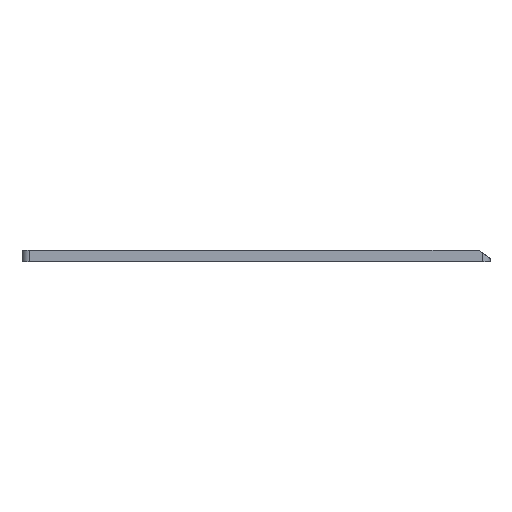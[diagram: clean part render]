
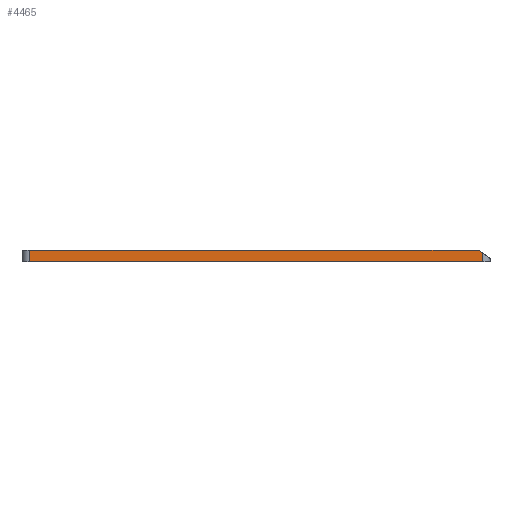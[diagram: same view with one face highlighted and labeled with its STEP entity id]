
A CAD part, left-side view. The second image highlights one B-rep face of the part: STEP entity #4465.
In plain terms, the highlighted planar face has unit normal (-1, 0, 0).
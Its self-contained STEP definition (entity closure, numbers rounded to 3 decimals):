
#107 = PLANE('',#108);
#108 = AXIS2_PLACEMENT_3D('',#109,#110,#111);
#109 = CARTESIAN_POINT('',(320.,-1.897,1.161));
#110 = DIRECTION('',(0.,0.563,-0.827));
#111 = DIRECTION('',(0.,0.827,0.563));
#1180 = PLANE('',#1181);
#1181 = AXIS2_PLACEMENT_3D('',#1182,#1183,#1184);
#1182 = CARTESIAN_POINT('',(177.468,160.,0.));
#1183 = DIRECTION('',(0.,0.,1.));
#1184 = DIRECTION('',(1.,0.,0.));
#1306 = VERTEX_POINT('',#1307);
#1307 = CARTESIAN_POINT('',(0.,5.,5.855));
#1322 = CYLINDRICAL_SURFACE('',#1323,5.);
#1323 = AXIS2_PLACEMENT_3D('',#1324,#1325,#1326);
#1324 = CARTESIAN_POINT('',(5.,5.,0.));
#1325 = DIRECTION('',(0.,0.,1.));
#1326 = DIRECTION('',(0.,-1.,0.));
#1340 = EDGE_CURVE('',#1306,#1341,#1343,.T.);
#1341 = VERTEX_POINT('',#1342);
#1342 = CARTESIAN_POINT('',(0.,8.151,8.));
#1343 = SURFACE_CURVE('',#1344,(#1348,#1354),.PCURVE_S1.);
#1344 = LINE('',#1345,#1346);
#1345 = CARTESIAN_POINT('',(0.,107.834,75.839));
#1346 = VECTOR('',#1347,1.);
#1347 = DIRECTION('',(0.,0.827,0.563));
#1348 = PCURVE('',#107,#1349);
#1349 = DEFINITIONAL_REPRESENTATION('',(#1350),#1353);
#1350 = B_SPLINE_CURVE_WITH_KNOTS('',1,(#1351,#1352),.UNSPECIFIED.,.F.,
  .F.,(2,2),(-134.3,-119.155),.PIECEWISE_BEZIER_KNOTS.);
#1351 = CARTESIAN_POINT('',(-1.568,-320.));
#1352 = CARTESIAN_POINT('',(13.577,-320.));
#1353 = ( GEOMETRIC_REPRESENTATION_CONTEXT(2) 
PARAMETRIC_REPRESENTATION_CONTEXT() REPRESENTATION_CONTEXT('2D SPACE',''
  ) );
#1354 = PCURVE('',#1355,#1360);
#1355 = PLANE('',#1356);
#1356 = AXIS2_PLACEMENT_3D('',#1357,#1358,#1359);
#1357 = CARTESIAN_POINT('',(0.,320.,0.));
#1358 = DIRECTION('',(1.,0.,0.));
#1359 = DIRECTION('',(0.,-1.,0.));
#1360 = DEFINITIONAL_REPRESENTATION('',(#1361),#1364);
#1361 = B_SPLINE_CURVE_WITH_KNOTS('',1,(#1362,#1363),.UNSPECIFIED.,.F.,
  .F.,(2,2),(-134.3,-119.155),.PIECEWISE_BEZIER_KNOTS.);
#1362 = CARTESIAN_POINT('',(323.194,-0.279));
#1363 = CARTESIAN_POINT('',(310.673,-8.8));
#1364 = ( GEOMETRIC_REPRESENTATION_CONTEXT(2) 
PARAMETRIC_REPRESENTATION_CONTEXT() REPRESENTATION_CONTEXT('2D SPACE',''
  ) );
#1381 = PLANE('',#1382);
#1382 = AXIS2_PLACEMENT_3D('',#1383,#1384,#1385);
#1383 = CARTESIAN_POINT('',(177.468,160.,8.));
#1384 = DIRECTION('',(0.,0.,1.));
#1385 = DIRECTION('',(1.,0.,0.));
#3513 = VERTEX_POINT('',#3514);
#3514 = CARTESIAN_POINT('',(0.,315.,0.));
#3533 = CYLINDRICAL_SURFACE('',#3534,5.);
#3534 = AXIS2_PLACEMENT_3D('',#3535,#3536,#3537);
#3535 = CARTESIAN_POINT('',(5.,315.,0.));
#3536 = DIRECTION('',(0.,0.,1.));
#3537 = DIRECTION('',(-1.,0.,0.));
#3545 = EDGE_CURVE('',#3513,#3546,#3548,.T.);
#3546 = VERTEX_POINT('',#3547);
#3547 = CARTESIAN_POINT('',(0.,5.,0.));
#3548 = SURFACE_CURVE('',#3549,(#3553,#3560),.PCURVE_S1.);
#3549 = LINE('',#3550,#3551);
#3550 = CARTESIAN_POINT('',(0.,320.,0.));
#3551 = VECTOR('',#3552,1.);
#3552 = DIRECTION('',(0.,-1.,0.));
#3553 = PCURVE('',#1180,#3554);
#3554 = DEFINITIONAL_REPRESENTATION('',(#3555),#3559);
#3555 = LINE('',#3556,#3557);
#3556 = CARTESIAN_POINT('',(-177.468,160.));
#3557 = VECTOR('',#3558,1.);
#3558 = DIRECTION('',(0.,-1.));
#3559 = ( GEOMETRIC_REPRESENTATION_CONTEXT(2) 
PARAMETRIC_REPRESENTATION_CONTEXT() REPRESENTATION_CONTEXT('2D SPACE',''
  ) );
#3560 = PCURVE('',#1355,#3561);
#3561 = DEFINITIONAL_REPRESENTATION('',(#3562),#3566);
#3562 = LINE('',#3563,#3564);
#3563 = CARTESIAN_POINT('',(0.,0.));
#3564 = VECTOR('',#3565,1.);
#3565 = DIRECTION('',(1.,0.));
#3566 = ( GEOMETRIC_REPRESENTATION_CONTEXT(2) 
PARAMETRIC_REPRESENTATION_CONTEXT() REPRESENTATION_CONTEXT('2D SPACE',''
  ) );
#3891 = VERTEX_POINT('',#3892);
#3892 = CARTESIAN_POINT('',(0.,315.,8.));
#3918 = EDGE_CURVE('',#3891,#1341,#3919,.T.);
#3919 = SURFACE_CURVE('',#3920,(#3924,#3931),.PCURVE_S1.);
#3920 = LINE('',#3921,#3922);
#3921 = CARTESIAN_POINT('',(0.,320.,8.));
#3922 = VECTOR('',#3923,1.);
#3923 = DIRECTION('',(0.,-1.,0.));
#3924 = PCURVE('',#1381,#3925);
#3925 = DEFINITIONAL_REPRESENTATION('',(#3926),#3930);
#3926 = LINE('',#3927,#3928);
#3927 = CARTESIAN_POINT('',(-177.468,160.));
#3928 = VECTOR('',#3929,1.);
#3929 = DIRECTION('',(0.,-1.));
#3930 = ( GEOMETRIC_REPRESENTATION_CONTEXT(2) 
PARAMETRIC_REPRESENTATION_CONTEXT() REPRESENTATION_CONTEXT('2D SPACE',''
  ) );
#3931 = PCURVE('',#1355,#3932);
#3932 = DEFINITIONAL_REPRESENTATION('',(#3933),#3937);
#3933 = LINE('',#3934,#3935);
#3934 = CARTESIAN_POINT('',(0.,-8.));
#3935 = VECTOR('',#3936,1.);
#3936 = DIRECTION('',(1.,0.));
#3937 = ( GEOMETRIC_REPRESENTATION_CONTEXT(2) 
PARAMETRIC_REPRESENTATION_CONTEXT() REPRESENTATION_CONTEXT('2D SPACE',''
  ) );
#4465 = ADVANCED_FACE('',(#4466),#1355,.F.);
#4466 = FACE_BOUND('',#4467,.F.);
#4467 = EDGE_LOOP('',(#4468,#4469,#4490,#4491,#4492));
#4468 = ORIENTED_EDGE('',*,*,#3545,.F.);
#4469 = ORIENTED_EDGE('',*,*,#4470,.T.);
#4470 = EDGE_CURVE('',#3513,#3891,#4471,.T.);
#4471 = SURFACE_CURVE('',#4472,(#4476,#4483),.PCURVE_S1.);
#4472 = LINE('',#4473,#4474);
#4473 = CARTESIAN_POINT('',(0.,315.,0.));
#4474 = VECTOR('',#4475,1.);
#4475 = DIRECTION('',(0.,0.,1.));
#4476 = PCURVE('',#1355,#4477);
#4477 = DEFINITIONAL_REPRESENTATION('',(#4478),#4482);
#4478 = LINE('',#4479,#4480);
#4479 = CARTESIAN_POINT('',(5.,0.));
#4480 = VECTOR('',#4481,1.);
#4481 = DIRECTION('',(0.,-1.));
#4482 = ( GEOMETRIC_REPRESENTATION_CONTEXT(2) 
PARAMETRIC_REPRESENTATION_CONTEXT() REPRESENTATION_CONTEXT('2D SPACE',''
  ) );
#4483 = PCURVE('',#3533,#4484);
#4484 = DEFINITIONAL_REPRESENTATION('',(#4485),#4489);
#4485 = LINE('',#4486,#4487);
#4486 = CARTESIAN_POINT('',(-0.,0.));
#4487 = VECTOR('',#4488,1.);
#4488 = DIRECTION('',(-0.,1.));
#4489 = ( GEOMETRIC_REPRESENTATION_CONTEXT(2) 
PARAMETRIC_REPRESENTATION_CONTEXT() REPRESENTATION_CONTEXT('2D SPACE',''
  ) );
#4490 = ORIENTED_EDGE('',*,*,#3918,.T.);
#4491 = ORIENTED_EDGE('',*,*,#1340,.F.);
#4492 = ORIENTED_EDGE('',*,*,#4493,.F.);
#4493 = EDGE_CURVE('',#3546,#1306,#4494,.T.);
#4494 = SURFACE_CURVE('',#4495,(#4499,#4506),.PCURVE_S1.);
#4495 = LINE('',#4496,#4497);
#4496 = CARTESIAN_POINT('',(0.,5.,0.));
#4497 = VECTOR('',#4498,1.);
#4498 = DIRECTION('',(0.,0.,1.));
#4499 = PCURVE('',#1355,#4500);
#4500 = DEFINITIONAL_REPRESENTATION('',(#4501),#4505);
#4501 = LINE('',#4502,#4503);
#4502 = CARTESIAN_POINT('',(315.,0.));
#4503 = VECTOR('',#4504,1.);
#4504 = DIRECTION('',(0.,-1.));
#4505 = ( GEOMETRIC_REPRESENTATION_CONTEXT(2) 
PARAMETRIC_REPRESENTATION_CONTEXT() REPRESENTATION_CONTEXT('2D SPACE',''
  ) );
#4506 = PCURVE('',#1322,#4507);
#4507 = DEFINITIONAL_REPRESENTATION('',(#4508),#4512);
#4508 = LINE('',#4509,#4510);
#4509 = CARTESIAN_POINT('',(-1.571,0.));
#4510 = VECTOR('',#4511,1.);
#4511 = DIRECTION('',(-0.,1.));
#4512 = ( GEOMETRIC_REPRESENTATION_CONTEXT(2) 
PARAMETRIC_REPRESENTATION_CONTEXT() REPRESENTATION_CONTEXT('2D SPACE',''
  ) );
